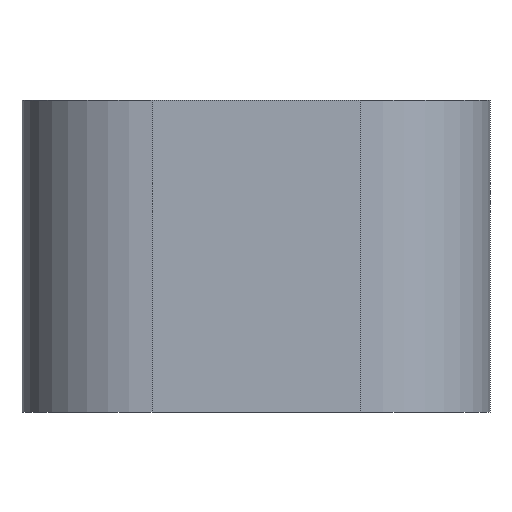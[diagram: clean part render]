
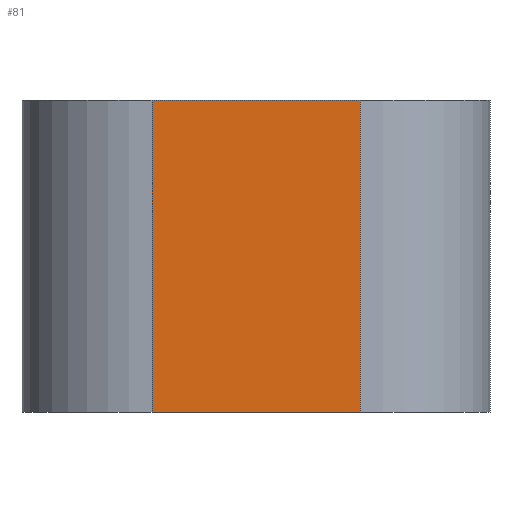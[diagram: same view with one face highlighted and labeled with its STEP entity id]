
A CAD part, left-side view. The second image highlights one B-rep face of the part: STEP entity #81.
In plain terms, the highlighted planar face has unit normal (-1, 0, 0).
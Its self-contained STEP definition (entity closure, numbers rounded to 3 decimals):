
#81 = ADVANCED_FACE( '', ( #185 ), #186, .F. );
#185 = FACE_OUTER_BOUND( '', #326, .T. );
#186 = PLANE( '', #327 );
#326 = EDGE_LOOP( '', ( #502, #503, #504, #505 ) );
#327 = AXIS2_PLACEMENT_3D( '', #506, #507, #508 );
#502 = ORIENTED_EDGE( '', *, *, #737, .T. );
#503 = ORIENTED_EDGE( '', *, *, #738, .F. );
#504 = ORIENTED_EDGE( '', *, *, #739, .F. );
#505 = ORIENTED_EDGE( '', *, *, #723, .T. );
#506 = CARTESIAN_POINT( '', ( -18.5, 4., 12. ) );
#507 = DIRECTION( '', ( 1., 0., 0. ) );
#508 = DIRECTION( '', ( 0., 0., -1. ) );
#723 = EDGE_CURVE( '', #845, #843, #846, .T. );
#737 = EDGE_CURVE( '', #843, #867, #868, .T. );
#738 = EDGE_CURVE( '', #869, #867, #870, .T. );
#739 = EDGE_CURVE( '', #845, #869, #871, .T. );
#843 = VERTEX_POINT( '', #1006 );
#845 = VERTEX_POINT( '', #1008 );
#846 = LINE( '', #1009, #1010 );
#867 = VERTEX_POINT( '', #1033 );
#868 = LINE( '', #1034, #1035 );
#869 = VERTEX_POINT( '', #1036 );
#870 = LINE( '', #1037, #1038 );
#871 = LINE( '', #1039, #1040 );
#1006 = CARTESIAN_POINT( '', ( -18.5, 4., 0. ) );
#1008 = CARTESIAN_POINT( '', ( -18.5, 4., 12. ) );
#1009 = CARTESIAN_POINT( '', ( -18.5, 4., 12. ) );
#1010 = VECTOR( '', #1174, 1000. );
#1033 = CARTESIAN_POINT( '', ( -18.5, -4., 0. ) );
#1034 = CARTESIAN_POINT( '', ( -18.5, 4., 0. ) );
#1035 = VECTOR( '', #1198, 1000. );
#1036 = CARTESIAN_POINT( '', ( -18.5, -4., 12. ) );
#1037 = CARTESIAN_POINT( '', ( -18.5, -4., 12. ) );
#1038 = VECTOR( '', #1199, 1000. );
#1039 = CARTESIAN_POINT( '', ( -18.5, 4., 12. ) );
#1040 = VECTOR( '', #1200, 1000. );
#1174 = DIRECTION( '', ( 0., 0., -1. ) );
#1198 = DIRECTION( '', ( 0., -1., 0. ) );
#1199 = DIRECTION( '', ( 0., 0., -1. ) );
#1200 = DIRECTION( '', ( 0., -1., 0. ) );
